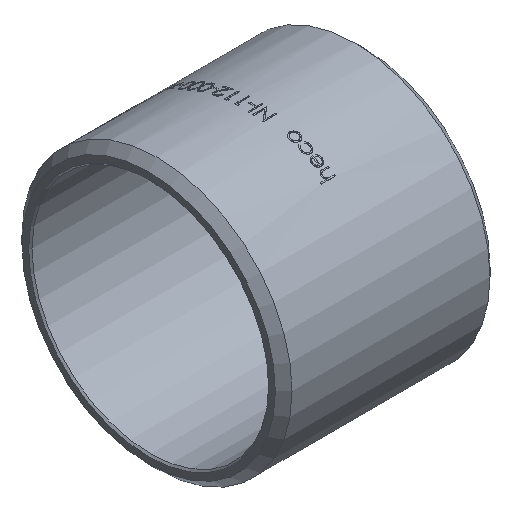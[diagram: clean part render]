
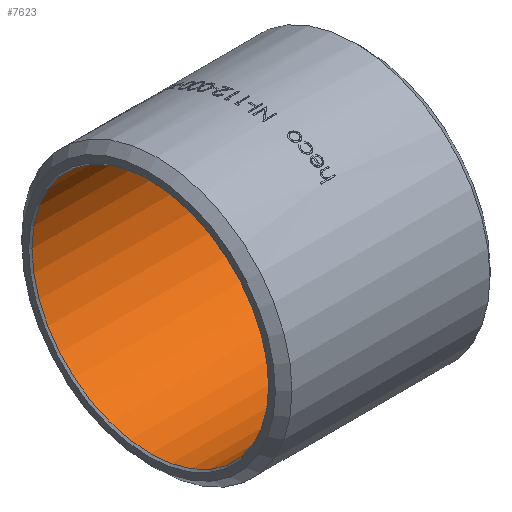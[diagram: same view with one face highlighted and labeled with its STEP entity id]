
A CAD part, isometric view. The second image highlights one B-rep face of the part: STEP entity #7623.
In plain terms, the highlighted cylindrical face has radius 20.95 mm (diameter 41.9 mm), a full revolution.
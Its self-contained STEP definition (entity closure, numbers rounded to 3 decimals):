
#1674 = DIRECTION ( 'NONE',  ( 0., 0., 1. ) ) ;
#2249 = FACE_OUTER_BOUND ( 'NONE', #13863, .T. ) ;
#2496 = AXIS2_PLACEMENT_3D ( 'NONE', #16465, #13940, #6441 ) ;
#3579 = DIRECTION ( 'NONE',  ( 0., 0., -1. ) ) ;
#3846 = VERTEX_POINT ( 'NONE', #9074 ) ;
#4100 = CYLINDRICAL_SURFACE ( 'NONE', #2496, 20.95 ) ;
#4255 = VERTEX_POINT ( 'NONE', #14440 ) ;
#5569 = EDGE_CURVE ( 'NONE', #4255, #4255, #11658, .T. ) ;
#5577 = DIRECTION ( 'NONE',  ( 1., 0., 0. ) ) ;
#5594 = CIRCLE ( 'NONE', #8472, 20.95 ) ;
#6441 = DIRECTION ( 'NONE',  ( 0., 0., 1. ) ) ;
#7003 = ORIENTED_EDGE ( 'NONE', *, *, #12634, .T. ) ;
#7623 = ADVANCED_FACE ( 'NONE', ( #2249, #8624 ), #4100, .F. ) ;
#8472 = AXIS2_PLACEMENT_3D ( 'NONE', #13530, #5577, #1674 ) ;
#8624 = FACE_OUTER_BOUND ( 'NONE', #12202, .T. ) ;
#9074 = CARTESIAN_POINT ( 'NONE',  ( 37.7, 0., 20.95 ) ) ;
#10053 = CARTESIAN_POINT ( 'NONE',  ( 0.3, 0., 0. ) ) ;
#10160 = DIRECTION ( 'NONE',  ( -1., 0., 0. ) ) ;
#11658 = CIRCLE ( 'NONE', #16597, 20.95 ) ;
#12202 = EDGE_LOOP ( 'NONE', ( #7003 ) ) ;
#12634 = EDGE_CURVE ( 'NONE', #3846, #3846, #5594, .T. ) ;
#13500 = ORIENTED_EDGE ( 'NONE', *, *, #5569, .T. ) ;
#13530 = CARTESIAN_POINT ( 'NONE',  ( 37.7, 0., 0. ) ) ;
#13863 = EDGE_LOOP ( 'NONE', ( #13500 ) ) ;
#13940 = DIRECTION ( 'NONE',  ( -1., 0., 0. ) ) ;
#14440 = CARTESIAN_POINT ( 'NONE',  ( 0.3, 0., -20.95 ) ) ;
#16465 = CARTESIAN_POINT ( 'NONE',  ( 0., 0., 0. ) ) ;
#16597 = AXIS2_PLACEMENT_3D ( 'NONE', #10053, #10160, #3579 ) ;
